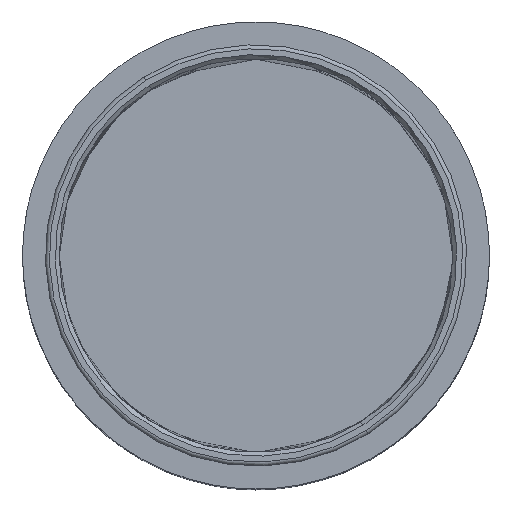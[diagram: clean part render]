
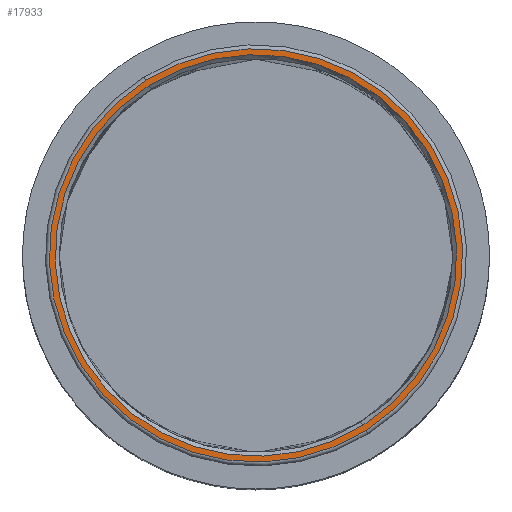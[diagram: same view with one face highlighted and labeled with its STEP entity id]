
A CAD part, top view. The second image highlights one B-rep face of the part: STEP entity #17933.
In plain terms, the highlighted planar face has unit normal (0, 0, 1).
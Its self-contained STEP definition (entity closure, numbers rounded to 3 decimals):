
#190 = AXIS2_PLACEMENT_3D ( 'NONE', #15365, #6714, #13660 ) ;
#239 = CARTESIAN_POINT ( 'NONE',  ( 0., 0., 1454. ) ) ;
#1597 = DIRECTION ( 'NONE',  ( 0., 0., 1. ) ) ;
#2505 = CIRCLE ( 'NONE', #5412, 525. ) ;
#3200 = EDGE_CURVE ( 'NONE', #11575, #10218, #2505, .T. ) ;
#3378 = VERTEX_POINT ( 'NONE', #6709 ) ;
#3429 = FACE_BOUND ( 'NONE', #15308, .T. ) ;
#4539 = CARTESIAN_POINT ( 'NONE',  ( 271.588, -431.671, 1454. ) ) ;
#4742 = EDGE_CURVE ( 'NONE', #10218, #11575, #9680, .T. ) ;
#5021 = DIRECTION ( 'NONE',  ( 1., 0., 0. ) ) ;
#5412 = AXIS2_PLACEMENT_3D ( 'NONE', #8072, #22197, #17292 ) ;
#6216 = ORIENTED_EDGE ( 'NONE', *, *, #22147, .T. ) ;
#6709 = CARTESIAN_POINT ( 'NONE',  ( -271.588, 431.671, 1454. ) ) ;
#6714 = DIRECTION ( 'NONE',  ( 0., 0., -1. ) ) ;
#8072 = CARTESIAN_POINT ( 'NONE',  ( 0., 0., 1454. ) ) ;
#8240 = AXIS2_PLACEMENT_3D ( 'NONE', #239, #1597, #5021 ) ;
#8907 = EDGE_CURVE ( 'NONE', #18542, #3378, #13581, .T. ) ;
#9667 = DIRECTION ( 'NONE',  ( 0., 0., -1. ) ) ;
#9680 = CIRCLE ( 'NONE', #190, 525. ) ;
#10218 = VERTEX_POINT ( 'NONE', #10527 ) ;
#10527 = CARTESIAN_POINT ( 'NONE',  ( -279.576, 444.367, 1454. ) ) ;
#10777 = ORIENTED_EDGE ( 'NONE', *, *, #3200, .F. ) ;
#10869 = AXIS2_PLACEMENT_3D ( 'NONE', #12755, #9667, #16279 ) ;
#11575 = VERTEX_POINT ( 'NONE', #11930 ) ;
#11930 = CARTESIAN_POINT ( 'NONE',  ( 279.576, -444.367, 1454. ) ) ;
#12319 = FACE_OUTER_BOUND ( 'NONE', #20978, .T. ) ;
#12692 = CIRCLE ( 'NONE', #10869, 510. ) ;
#12755 = CARTESIAN_POINT ( 'NONE',  ( 0., 0., 1454. ) ) ;
#13581 = CIRCLE ( 'NONE', #20132, 510. ) ;
#13660 = DIRECTION ( 'NONE',  ( -0.533, 0.846, 0. ) ) ;
#13937 = DIRECTION ( 'NONE',  ( 0., 0., -1. ) ) ;
#14030 = ORIENTED_EDGE ( 'NONE', *, *, #4742, .F. ) ;
#15308 = EDGE_LOOP ( 'NONE', ( #15342, #6216 ) ) ;
#15342 = ORIENTED_EDGE ( 'NONE', *, *, #8907, .T. ) ;
#15365 = CARTESIAN_POINT ( 'NONE',  ( 0., 0., 1454. ) ) ;
#16279 = DIRECTION ( 'NONE',  ( -0.533, 0.846, 0. ) ) ;
#17292 = DIRECTION ( 'NONE',  ( -0.533, 0.846, 0. ) ) ;
#17933 = ADVANCED_FACE ( 'NONE', ( #3429, #12319 ), #22445, .T. ) ;
#18542 = VERTEX_POINT ( 'NONE', #4539 ) ;
#18946 = DIRECTION ( 'NONE',  ( -0.533, 0.846, 0. ) ) ;
#20132 = AXIS2_PLACEMENT_3D ( 'NONE', #22365, #13937, #18946 ) ;
#20978 = EDGE_LOOP ( 'NONE', ( #14030, #10777 ) ) ;
#22147 = EDGE_CURVE ( 'NONE', #3378, #18542, #12692, .T. ) ;
#22197 = DIRECTION ( 'NONE',  ( 0., 0., -1. ) ) ;
#22365 = CARTESIAN_POINT ( 'NONE',  ( 0., 0., 1454. ) ) ;
#22445 = PLANE ( 'NONE',  #8240 ) ;
